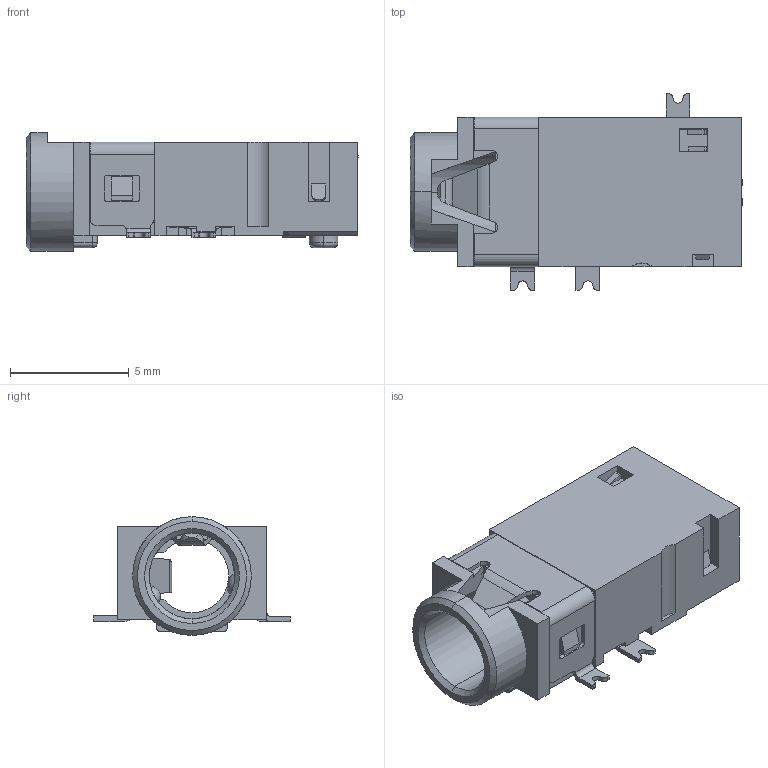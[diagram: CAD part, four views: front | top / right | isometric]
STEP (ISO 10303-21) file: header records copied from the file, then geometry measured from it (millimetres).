
FILE_DESCRIPTION(('FreeCAD Model'),'2;1');
FILE_NAME('CUI_DEVICES_SJ2-35953A-SMT-TR.step','2021-01-29T18:25:56',( 'kicad StepUp'),('ksu MCAD'),'Open CASCADE STEP processor 7.5', 'FreeCAD','Unknown');
FILE_SCHEMA(('AUTOMOTIVE_DESIGN { 1 0 10303 214 1 1 1 1 }'));
Length unit declared in the file: millimetre
Products named in the file (1): CUI_DEVICES_SJ2-35953A-SMT-TR
Bounding box: 14 x 8.3 x 5 mm (x, y, z)
Volume: 190.1 mm3; surface area: 589 mm2
Topology: 2 solids, 6 shells, 412 faces, 3484 edges, 10054 vertices
Faces by surface type: plane 311, cylinder 89, sphere 6, cone 4, torus 2
Entity records: 40816 total; most frequent: CARTESIAN_POINT 15756, DIRECTION 4552, LINE 2718, VECTOR 2718, GEOMETRIC_CURVE_SET 2321, ORIENTED_EDGE 2320, TRIMMED_CURVE 2320, EDGE_CURVE 1160
